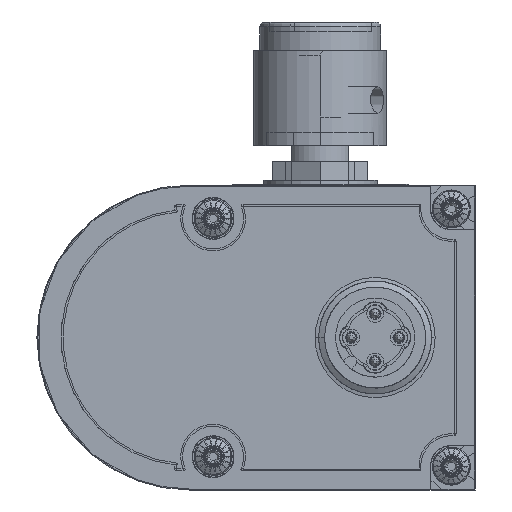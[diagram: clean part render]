
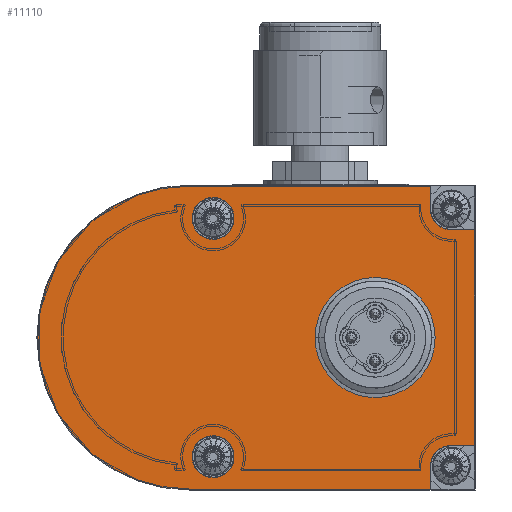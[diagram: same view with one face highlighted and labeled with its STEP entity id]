
A CAD part, left-side view. The second image highlights one B-rep face of the part: STEP entity #11110.
In plain terms, the highlighted face is planar.
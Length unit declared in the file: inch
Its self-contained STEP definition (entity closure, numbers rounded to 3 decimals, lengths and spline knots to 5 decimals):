
#7137=CARTESIAN_POINT('',(12.5,-2.5,0.));
#7138=DIRECTION('',(0.,0.,1.));
#7139=DIRECTION('',(1.,0.,0.));
#7140=AXIS2_PLACEMENT_3D('',#7137,#7138,#7139);
#7142=CARTESIAN_POINT('',(12.5,-2.5,0.));
#7143=DIRECTION('',(0.,0.,1.));
#7144=DIRECTION('',(-1.,0.,0.));
#7145=AXIS2_PLACEMENT_3D('',#7142,#7143,#7144);
#7147=CARTESIAN_POINT('',(-12.5,-2.5,0.));
#7148=DIRECTION('',(0.,0.,1.));
#7149=DIRECTION('',(1.,0.,0.));
#7150=AXIS2_PLACEMENT_3D('',#7147,#7148,#7149);
#7152=CARTESIAN_POINT('',(-12.5,-2.5,0.));
#7153=DIRECTION('',(0.,0.,1.));
#7154=DIRECTION('',(-1.,0.,0.));
#7155=AXIS2_PLACEMENT_3D('',#7152,#7153,#7154);
#7157=CARTESIAN_POINT('',(0.,-19.5,0.));
#7158=DIRECTION('',(0.,0.,1.));
#7159=DIRECTION('',(0.,1.,0.));
#7160=AXIS2_PLACEMENT_3D('',#7157,#7158,#7159);
#7162=CARTESIAN_POINT('',(0.,-19.5,0.));
#7163=DIRECTION('',(0.,0.,1.));
#7164=DIRECTION('',(0.,-1.,0.));
#7165=AXIS2_PLACEMENT_3D('',#7162,#7163,#7164);
#7167=CARTESIAN_POINT('',(0.,0.,0.));
#7168=DIRECTION('',(0.,0.,1.));
#7169=DIRECTION('',(1.,0.,0.));
#7170=AXIS2_PLACEMENT_3D('',#7167,#7168,#7169);
#7172=DIRECTION('',(0.,1.,0.));
#7173=VECTOR('',#7172,25.3);
#7174=CARTESIAN_POINT('',(15.89527,-25.3,0.));
#7175=LINE('',#7174,#7173);
#7176=DIRECTION('',(-1.,0.,0.));
#7177=VECTOR('',#7176,2.39527);
#7178=CARTESIAN_POINT('',(15.89527,-25.3,0.));
#7179=LINE('',#7178,#7177);
#7180=CARTESIAN_POINT('',(13.5,-27.5,0.));
#7181=DIRECTION('',(0.,0.,1.));
#7182=DIRECTION('',(0.,1.,0.));
#7183=AXIS2_PLACEMENT_3D('',#7180,#7181,#7182);
#7185=DIRECTION('',(0.,1.,0.));
#7186=VECTOR('',#7185,2.39527);
#7187=CARTESIAN_POINT('',(11.3,-29.89527,0.));
#7188=LINE('',#7187,#7186);
#7189=DIRECTION('',(1.,0.,0.));
#7190=VECTOR('',#7189,22.6);
#7191=CARTESIAN_POINT('',(-11.3,-29.89527,0.));
#7192=LINE('',#7191,#7190);
#7193=DIRECTION('',(0.,1.,0.));
#7194=VECTOR('',#7193,2.39527);
#7195=CARTESIAN_POINT('',(-11.3,-29.89527,0.));
#7196=LINE('',#7195,#7194);
#7197=CARTESIAN_POINT('',(-13.5,-27.5,0.));
#7198=DIRECTION('',(0.,0.,1.));
#7199=DIRECTION('',(1.,0.,0.));
#7200=AXIS2_PLACEMENT_3D('',#7197,#7198,#7199);
#7202=DIRECTION('',(1.,0.,0.));
#7203=VECTOR('',#7202,2.39527);
#7204=CARTESIAN_POINT('',(-15.89527,-25.3,0.));
#7205=LINE('',#7204,#7203);
#7206=DIRECTION('',(0.,1.,0.));
#7207=VECTOR('',#7206,25.3);
#7208=CARTESIAN_POINT('',(-15.89527,-25.3,0.));
#7209=LINE('',#7208,#7207);
#10629=CARTESIAN_POINT('',(15.89527,0.,0.));
#10631=VERTEX_POINT('',#10629);
#10633=CARTESIAN_POINT('',(-15.89527,0.,0.));
#10635=VERTEX_POINT('',#10633);
#10644=CARTESIAN_POINT('',(14.7,-2.5,0.));
#10645=CARTESIAN_POINT('',(10.3,-2.5,0.));
#10646=VERTEX_POINT('',#10644);
#10647=VERTEX_POINT('',#10645);
#10648=CARTESIAN_POINT('',(-10.3,-2.5,0.));
#10649=CARTESIAN_POINT('',(-14.7,-2.5,0.));
#10650=VERTEX_POINT('',#10648);
#10651=VERTEX_POINT('',#10649);
#10825=CARTESIAN_POINT('',(0.,-13.2,0.));
#10826=CARTESIAN_POINT('',(0.,-25.8,0.));
#10827=VERTEX_POINT('',#10825);
#10828=VERTEX_POINT('',#10826);
#11009=CARTESIAN_POINT('',(13.5,-25.3,0.));
#11010=CARTESIAN_POINT('',(11.3,-27.5,0.));
#11011=VERTEX_POINT('',#11009);
#11012=VERTEX_POINT('',#11010);
#11013=CARTESIAN_POINT('',(-11.3,-27.5,0.));
#11014=CARTESIAN_POINT('',(-13.5,-25.3,0.));
#11015=VERTEX_POINT('',#11013);
#11016=VERTEX_POINT('',#11014);
#11017=CARTESIAN_POINT('',(15.89527,-25.3,0.));
#11018=VERTEX_POINT('',#11017);
#11019=CARTESIAN_POINT('',(11.3,-29.89527,0.));
#11020=VERTEX_POINT('',#11019);
#11021=CARTESIAN_POINT('',(-11.3,-29.89527,0.));
#11022=VERTEX_POINT('',#11021);
#11023=CARTESIAN_POINT('',(-15.89527,-25.3,0.));
#11024=VERTEX_POINT('',#11023);
#11065=CARTESIAN_POINT('',(0.,0.,0.));
#11066=DIRECTION('',(0.,0.,1.));
#11067=DIRECTION('',(1.,0.,0.));
#11068=AXIS2_PLACEMENT_3D('',#11065,#11066,#11067);
#11069=PLANE('',#11068);
#11071=ORIENTED_EDGE('',*,*,#11070,.F.);
#11073=ORIENTED_EDGE('',*,*,#11072,.F.);
#11075=ORIENTED_EDGE('',*,*,#11074,.T.);
#11077=ORIENTED_EDGE('',*,*,#11076,.T.);
#11079=ORIENTED_EDGE('',*,*,#11078,.F.);
#11081=ORIENTED_EDGE('',*,*,#11080,.F.);
#11083=ORIENTED_EDGE('',*,*,#11082,.T.);
#11085=ORIENTED_EDGE('',*,*,#11084,.T.);
#11087=ORIENTED_EDGE('',*,*,#11086,.F.);
#11089=ORIENTED_EDGE('',*,*,#11088,.T.);
#11090=EDGE_LOOP('',(#11071,#11073,#11075,#11077,#11079,#11081,#11083,#11085,
#11087,#11089));
#11091=FACE_OUTER_BOUND('',#11090,.F.);
#11093=ORIENTED_EDGE('',*,*,#11092,.T.);
#11095=ORIENTED_EDGE('',*,*,#11094,.T.);
#11096=EDGE_LOOP('',(#11093,#11095));
#11097=FACE_BOUND('',#11096,.F.);
#11099=ORIENTED_EDGE('',*,*,#11098,.T.);
#11101=ORIENTED_EDGE('',*,*,#11100,.T.);
#11102=EDGE_LOOP('',(#11099,#11101));
#11103=FACE_BOUND('',#11102,.F.);
#11105=ORIENTED_EDGE('',*,*,#11104,.T.);
#11107=ORIENTED_EDGE('',*,*,#11106,.T.);
#11108=EDGE_LOOP('',(#11105,#11107));
#11109=FACE_BOUND('',#11108,.F.);
#11110=ADVANCED_FACE('',(#11091,#11097,#11103,#11109),#11069,.T.);
#7141=CIRCLE('',#7140,2.2);
#7146=CIRCLE('',#7145,2.2);
#7151=CIRCLE('',#7150,2.2);
#7156=CIRCLE('',#7155,2.2);
#7161=CIRCLE('',#7160,6.3);
#7166=CIRCLE('',#7165,6.3);
#7171=CIRCLE('',#7170,15.89527);
#7184=CIRCLE('',#7183,2.2);
#7201=CIRCLE('',#7200,2.2);
#11070=EDGE_CURVE('',#10631,#10635,#7171,.T.);
#11072=EDGE_CURVE('',#11018,#10631,#7175,.T.);
#11074=EDGE_CURVE('',#11018,#11011,#7179,.T.);
#11076=EDGE_CURVE('',#11011,#11012,#7184,.T.);
#11078=EDGE_CURVE('',#11020,#11012,#7188,.T.);
#11080=EDGE_CURVE('',#11022,#11020,#7192,.T.);
#11082=EDGE_CURVE('',#11022,#11015,#7196,.T.);
#11084=EDGE_CURVE('',#11015,#11016,#7201,.T.);
#11086=EDGE_CURVE('',#11024,#11016,#7205,.T.);
#11088=EDGE_CURVE('',#11024,#10635,#7209,.T.);
#11092=EDGE_CURVE('',#10650,#10651,#7151,.T.);
#11094=EDGE_CURVE('',#10651,#10650,#7156,.T.);
#11098=EDGE_CURVE('',#10827,#10828,#7161,.T.);
#11100=EDGE_CURVE('',#10828,#10827,#7166,.T.);
#11104=EDGE_CURVE('',#10646,#10647,#7141,.T.);
#11106=EDGE_CURVE('',#10647,#10646,#7146,.T.);
